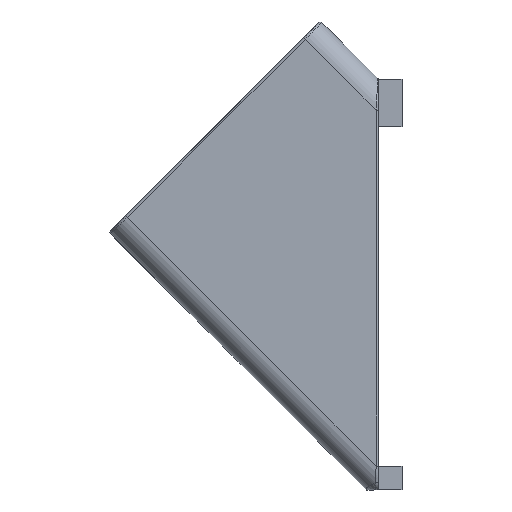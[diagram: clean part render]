
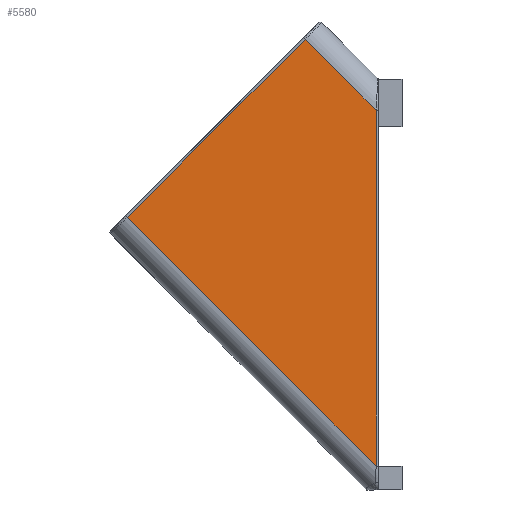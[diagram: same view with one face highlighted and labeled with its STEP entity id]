
A CAD part, left-side view. The second image highlights one B-rep face of the part: STEP entity #5580.
In plain terms, the highlighted planar face has unit normal (-1, 0, 0).
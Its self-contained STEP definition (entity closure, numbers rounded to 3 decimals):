
#3 = CARTESIAN_POINT ( 'NONE',  ( 58.878, -1.414, -11.379 ) ) ;
#35 = ORIENTED_EDGE ( 'NONE', *, *, #6065, .F. ) ;
#617 = DIRECTION ( 'NONE',  ( 0., 0., -1. ) ) ;
#636 = CARTESIAN_POINT ( 'NONE',  ( 58.878, -16.546, 3.753 ) ) ;
#742 = LINE ( 'NONE', #3, #1773 ) ;
#810 = LINE ( 'NONE', #5849, #5528 ) ;
#926 = VERTEX_POINT ( 'NONE', #3894 ) ;
#936 = DIRECTION ( 'NONE',  ( 0., -0.707, 0.707 ) ) ;
#964 = CARTESIAN_POINT ( 'NONE',  ( 58.878, 21.355, 11.39 ) ) ;
#993 = AXIS2_PLACEMENT_3D ( 'NONE', #636, #5721, #6768 ) ;
#1275 = EDGE_CURVE ( 'NONE', #5730, #5863, #810, .T. ) ;
#1333 = VECTOR ( 'NONE', #617, 1000. ) ;
#1496 = CARTESIAN_POINT ( 'NONE',  ( 58.878, 6.223, 26.522 ) ) ;
#1773 = VECTOR ( 'NONE', #4359, 1000. ) ;
#2232 = VECTOR ( 'NONE', #936, 1000. ) ;
#2435 = ORIENTED_EDGE ( 'NONE', *, *, #5009, .F. ) ;
#2762 = LINE ( 'NONE', #6714, #1333 ) ;
#3080 = ORIENTED_EDGE ( 'NONE', *, *, #1275, .F. ) ;
#3359 = FACE_OUTER_BOUND ( 'NONE', #5790, .T. ) ;
#3894 = CARTESIAN_POINT ( 'NONE',  ( 58.878, 0.2, -9.765 ) ) ;
#4122 = DIRECTION ( 'NONE',  ( 0., -0.707, -0.707 ) ) ;
#4359 = DIRECTION ( 'NONE',  ( 0., 0.707, 0.707 ) ) ;
#4674 = CARTESIAN_POINT ( 'NONE',  ( 58.878, 0.2, 20.499 ) ) ;
#5009 = EDGE_CURVE ( 'NONE', #6746, #5730, #6922, .T. ) ;
#5102 = EDGE_CURVE ( 'NONE', #926, #6746, #742, .T. ) ;
#5251 = CARTESIAN_POINT ( 'NONE',  ( 58.878, 6.223, 26.522 ) ) ;
#5528 = VECTOR ( 'NONE', #4122, 1000. ) ;
#5580 = ADVANCED_FACE ( 'NONE', ( #3359 ), #5942, .F. ) ;
#5721 = DIRECTION ( 'NONE',  ( 1., 0., 0. ) ) ;
#5730 = VERTEX_POINT ( 'NONE', #5251 ) ;
#5790 = EDGE_LOOP ( 'NONE', ( #2435, #6234, #35, #3080 ) ) ;
#5849 = CARTESIAN_POINT ( 'NONE',  ( 58.878, -16.546, 3.753 ) ) ;
#5863 = VERTEX_POINT ( 'NONE', #4674 ) ;
#5942 = PLANE ( 'NONE',  #993 ) ;
#6065 = EDGE_CURVE ( 'NONE', #5863, #926, #2762, .T. ) ;
#6234 = ORIENTED_EDGE ( 'NONE', *, *, #5102, .F. ) ;
#6714 = CARTESIAN_POINT ( 'NONE',  ( 58.878, 0.2, 20.499 ) ) ;
#6746 = VERTEX_POINT ( 'NONE', #964 ) ;
#6768 = DIRECTION ( 'NONE',  ( 0., 0., -1. ) ) ;
#6922 = LINE ( 'NONE', #1496, #2232 ) ;
